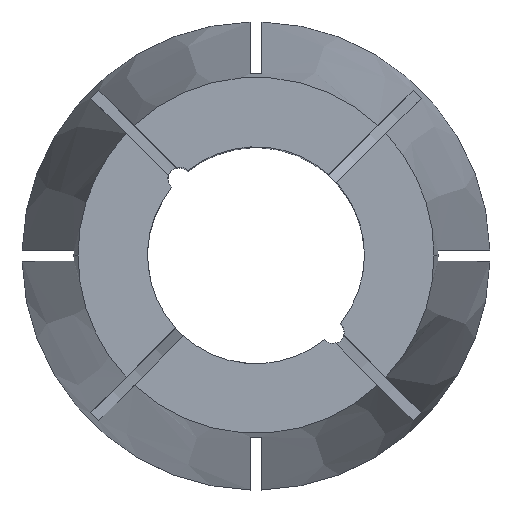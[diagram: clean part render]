
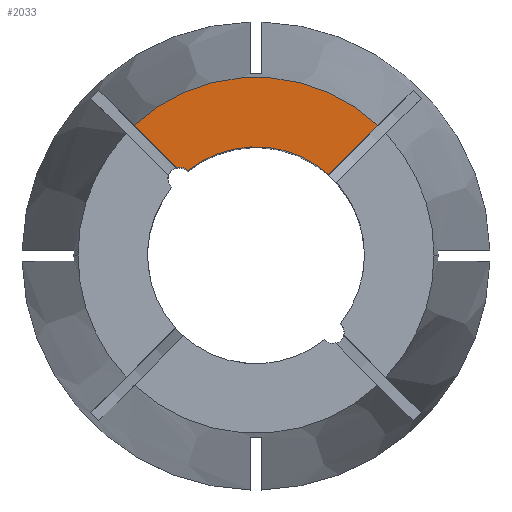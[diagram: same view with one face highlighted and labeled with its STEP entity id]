
A CAD part, top view. The second image highlights one B-rep face of the part: STEP entity #2033.
In plain terms, the highlighted planar face has unit normal (0, 0, 1).
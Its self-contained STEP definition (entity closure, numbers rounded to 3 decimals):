
#28 = AXIS2_PLACEMENT_3D ( 'NONE', #1545, #1391, #962 ) ;
#140 = VERTEX_POINT ( 'NONE', #2165 ) ;
#146 = EDGE_CURVE ( 'NONE', #1659, #140, #2183, .T. ) ;
#325 = CIRCLE ( 'NONE', #28, 9.5 ) ;
#393 = DIRECTION ( 'NONE',  ( 0.707, 0.707, 0. ) ) ;
#397 = ORIENTED_EDGE ( 'NONE', *, *, #2029, .T. ) ;
#478 = ORIENTED_EDGE ( 'NONE', *, *, #146, .T. ) ;
#510 = CARTESIAN_POINT ( 'NONE',  ( 0., 0., 0. ) ) ;
#519 = DIRECTION ( 'NONE',  ( 0., 0., -1. ) ) ;
#520 = FACE_OUTER_BOUND ( 'NONE', #1942, .T. ) ;
#556 = CARTESIAN_POINT ( 'NONE',  ( 0.354, 0.354, 0. ) ) ;
#578 = VERTEX_POINT ( 'NONE', #1662 ) ;
#683 = LINE ( 'NONE', #1917, #1619 ) ;
#702 = VERTEX_POINT ( 'NONE', #1383 ) ;
#720 = EDGE_CURVE ( 'NONE', #578, #140, #2071, .T. ) ;
#754 = DIRECTION ( 'NONE',  ( -1., 0., 0. ) ) ;
#838 = DIRECTION ( 'NONE',  ( 0., 0., 1. ) ) ;
#893 = PLANE ( 'NONE',  #1780 ) ;
#920 = DIRECTION ( 'NONE',  ( 0., 0., 1. ) ) ;
#962 = DIRECTION ( 'NONE',  ( 1., 0., 0. ) ) ;
#1114 = VECTOR ( 'NONE', #1446, 1000. ) ;
#1156 = EDGE_CURVE ( 'NONE', #702, #578, #325, .T. ) ;
#1235 = CARTESIAN_POINT ( 'NONE',  ( 10.668, 11.375, 0. ) ) ;
#1254 = CARTESIAN_POINT ( 'NONE',  ( -10.668, 11.375, 0. ) ) ;
#1357 = CARTESIAN_POINT ( 'NONE',  ( 0., 0., 0. ) ) ;
#1379 = DIRECTION ( 'NONE',  ( -1., 0., 0. ) ) ;
#1383 = CARTESIAN_POINT ( 'NONE',  ( 6.355, 7.062, 0. ) ) ;
#1391 = DIRECTION ( 'NONE',  ( 0., 0., 1. ) ) ;
#1394 = DIRECTION ( 'NONE',  ( 1., 0., 0. ) ) ;
#1413 = ORIENTED_EDGE ( 'NONE', *, *, #1156, .F. ) ;
#1446 = DIRECTION ( 'NONE',  ( 0.707, -0.707, 0. ) ) ;
#1545 = CARTESIAN_POINT ( 'NONE',  ( 0., 0., 0. ) ) ;
#1564 = CIRCLE ( 'NONE', #1838, 15.595 ) ;
#1595 = ORIENTED_EDGE ( 'NONE', *, *, #720, .F. ) ;
#1619 = VECTOR ( 'NONE', #393, 1000. ) ;
#1651 = VERTEX_POINT ( 'NONE', #1235 ) ;
#1659 = VERTEX_POINT ( 'NONE', #1254 ) ;
#1662 = CARTESIAN_POINT ( 'NONE',  ( -5.974, 7.386, 0. ) ) ;
#1701 = ORIENTED_EDGE ( 'NONE', *, *, #1722, .T. ) ;
#1722 = EDGE_CURVE ( 'NONE', #702, #1651, #683, .T. ) ;
#1780 = AXIS2_PLACEMENT_3D ( 'NONE', #1357, #519, #1379 ) ;
#1838 = AXIS2_PLACEMENT_3D ( 'NONE', #510, #838, #1394 ) ;
#1917 = CARTESIAN_POINT ( 'NONE',  ( -0.354, 0.354, 0. ) ) ;
#1942 = EDGE_LOOP ( 'NONE', ( #478, #1595, #1413, #1701, #397 ) ) ;
#1950 = CARTESIAN_POINT ( 'NONE',  ( -6.718, 6.718, 0. ) ) ;
#2029 = EDGE_CURVE ( 'NONE', #1651, #1659, #1564, .T. ) ;
#2033 = ADVANCED_FACE ( 'NONE', ( #520 ), #893, .F. ) ;
#2071 = CIRCLE ( 'NONE', #2188, 1. ) ;
#2165 = CARTESIAN_POINT ( 'NONE',  ( -6.976, 7.683, 0. ) ) ;
#2183 = LINE ( 'NONE', #556, #1114 ) ;
#2188 = AXIS2_PLACEMENT_3D ( 'NONE', #1950, #920, #754 ) ;
